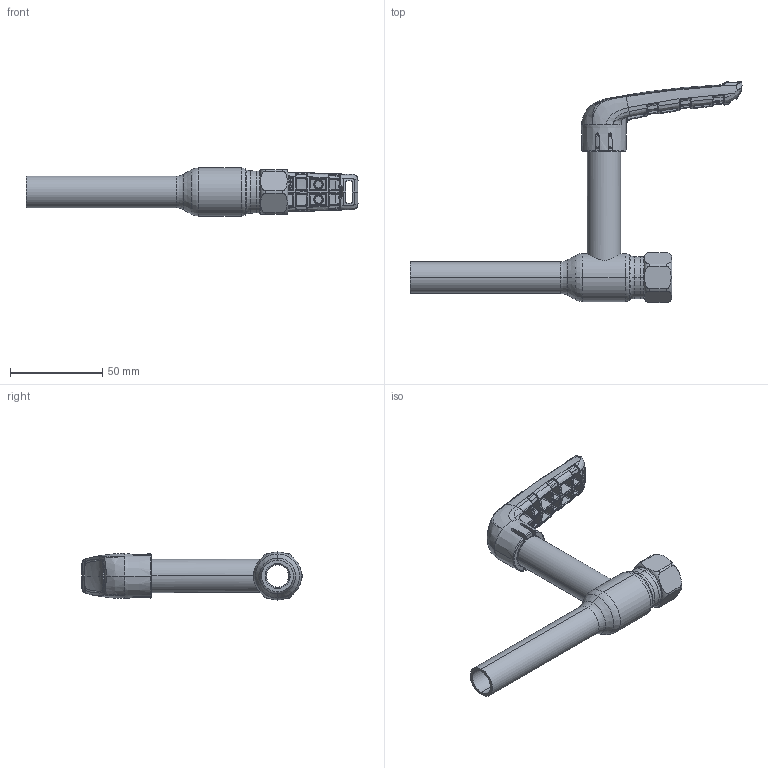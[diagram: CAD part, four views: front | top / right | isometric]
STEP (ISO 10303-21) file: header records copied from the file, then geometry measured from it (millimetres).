
FILE_DESCRIPTION (( 'STEP AP214' ), '1' );
FILE_NAME ('1010003601-2101.STEP', '2019-10-31T08:25:15', ( '' ), ( '' ), 'SwSTEP 2.0', 'SolidWorks 2017', '' );
FILE_SCHEMA (( 'AUTOMOTIVE_DESIGN' ));
Length unit declared in the file: millimetre
Products named in the file (19): 9015170000; 9020050001_Uden snap; 9010090000_Uden snap; 9010003609_006 Finished; 9010000107_Open; 9010013600_005 Endfinishing; 9010020001; 9010410000; 9015520001; 1010003601-2_001 Finished; 9010130000_20) Pipe assembly; 9015180001; 92A5045; 1010003601-2101; 9015520000_9015520000-Red; 9015500002_9015500002-Black; 1010003601_001 Finished; 9010000101_Inserted; 9010140000
Assembly tree (22 placements, depth 6):
  1010003601-2101
    1010003601-2_001 Finished
      1010003601_001 Finished
        9010003609_006 Finished
          9010013600_005 Endfinishing
          9010000107_Open
            9010090000_Uden snap
            92A5045  x2
            9015170000
            9015180001  x3
            9020050001_Uden snap
          9010020001
          9010000101_Inserted  x2
            9010130000_20) Pipe assembly
            9010140000
        9010410000
    9015500002_9015500002-Black
    9015520001
      9015520000_9015520000-Red
Bounding box: 179.78 x 119.68 x 26 mm (x, y, z)
Volume: 56682.1 mm3; surface area: 52168.3 mm2
Topology: 18 solids, 18 shells, 1930 faces, 4667 edges, 2753 vertices
Faces by surface type: bspline 1046, plane 350, cylinder 275, cone 130, torus 113, sphere 16
Entity records: 89712 total; most frequent: CARTESIAN_POINT 53696, ORIENTED_EDGE 8862, DIRECTION 4840, EDGE_CURVE 4431, VERTEX_POINT 2639, B_SPLINE_CURVE_WITH_KNOTS 2374, AXIS2_PLACEMENT_3D 1996, EDGE_LOOP 1904
